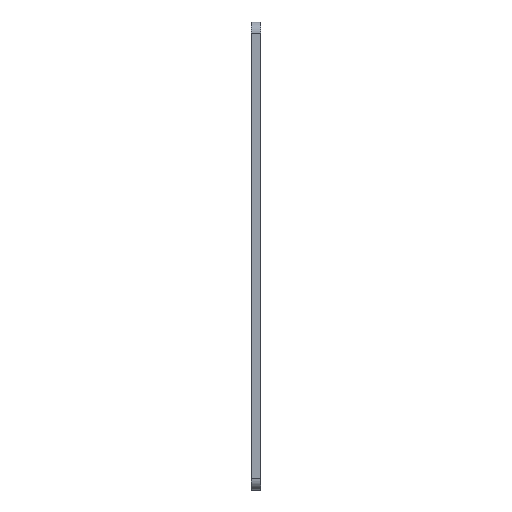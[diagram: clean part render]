
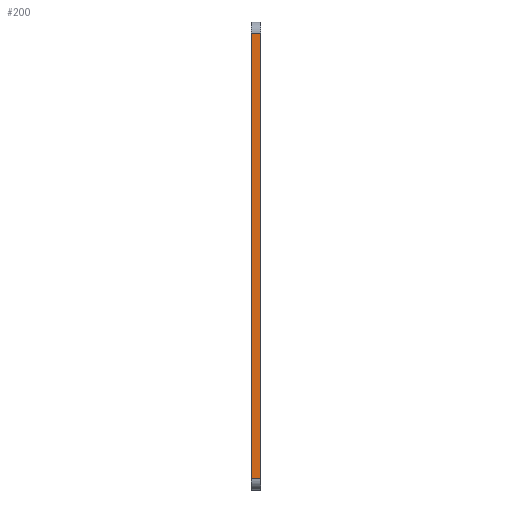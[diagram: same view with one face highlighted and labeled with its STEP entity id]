
A CAD part, left-side view. The second image highlights one B-rep face of the part: STEP entity #200.
In plain terms, the highlighted planar face has unit normal (-1, 0, 0).
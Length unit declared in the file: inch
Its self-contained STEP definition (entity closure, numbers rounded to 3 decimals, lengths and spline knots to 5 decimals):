
#43 = VERTEX_POINT ( 'NONE', #957 ) ;
#53 = CARTESIAN_POINT ( 'NONE',  ( 0., 0.22, -0.25 ) ) ;
#100 = CARTESIAN_POINT ( 'NONE',  ( 0., 0.22, -0.25 ) ) ;
#109 = VECTOR ( 'NONE', #477, 39.37008 ) ;
#113 = CARTESIAN_POINT ( 'NONE',  ( 0., 0., -10.25 ) ) ;
#120 = ORIENTED_EDGE ( 'NONE', *, *, #843, .T. ) ;
#158 = CARTESIAN_POINT ( 'NONE',  ( 0., 0., 0. ) ) ;
#184 = LINE ( 'NONE', #1018, #1308 ) ;
#200 = ADVANCED_FACE ( 'NONE', ( #575 ), #251, .F. ) ;
#251 = PLANE ( 'NONE',  #1030 ) ;
#271 = DIRECTION ( 'NONE',  ( 1., 0., 0. ) ) ;
#297 = DIRECTION ( 'NONE',  ( 0., 0., 1. ) ) ;
#336 = EDGE_CURVE ( 'NONE', #43, #735, #184, .T. ) ;
#355 = DIRECTION ( 'NONE',  ( 0., 0., -1. ) ) ;
#367 = CARTESIAN_POINT ( 'NONE',  ( 0., 0.22, 0. ) ) ;
#407 = LINE ( 'NONE', #805, #1221 ) ;
#477 = DIRECTION ( 'NONE',  ( 0., 1., 0. ) ) ;
#575 = FACE_OUTER_BOUND ( 'NONE', #1024, .T. ) ;
#615 = EDGE_CURVE ( 'NONE', #43, #915, #407, .T. ) ;
#735 = VERTEX_POINT ( 'NONE', #113 ) ;
#803 = EDGE_CURVE ( 'NONE', #735, #1085, #1079, .T. ) ;
#805 = CARTESIAN_POINT ( 'NONE',  ( 0., 0.22, 0. ) ) ;
#843 = EDGE_CURVE ( 'NONE', #1085, #915, #1284, .T. ) ;
#877 = ORIENTED_EDGE ( 'NONE', *, *, #336, .T. ) ;
#915 = VERTEX_POINT ( 'NONE', #100 ) ;
#957 = CARTESIAN_POINT ( 'NONE',  ( 0., 0.22, -10.25 ) ) ;
#1018 = CARTESIAN_POINT ( 'NONE',  ( 0., 0.22, -10.25 ) ) ;
#1024 = EDGE_LOOP ( 'NONE', ( #1152, #877, #1126, #120 ) ) ;
#1030 = AXIS2_PLACEMENT_3D ( 'NONE', #367, #271, #355 ) ;
#1079 = LINE ( 'NONE', #158, #1153 ) ;
#1085 = VERTEX_POINT ( 'NONE', #1325 ) ;
#1126 = ORIENTED_EDGE ( 'NONE', *, *, #803, .T. ) ;
#1152 = ORIENTED_EDGE ( 'NONE', *, *, #615, .F. ) ;
#1153 = VECTOR ( 'NONE', #1263, 39.37008 ) ;
#1221 = VECTOR ( 'NONE', #297, 39.37008 ) ;
#1263 = DIRECTION ( 'NONE',  ( 0., 0., 1. ) ) ;
#1282 = DIRECTION ( 'NONE',  ( 0., -1., 0. ) ) ;
#1284 = LINE ( 'NONE', #53, #109 ) ;
#1308 = VECTOR ( 'NONE', #1282, 39.37008 ) ;
#1325 = CARTESIAN_POINT ( 'NONE',  ( 0., 0., -0.25 ) ) ;
